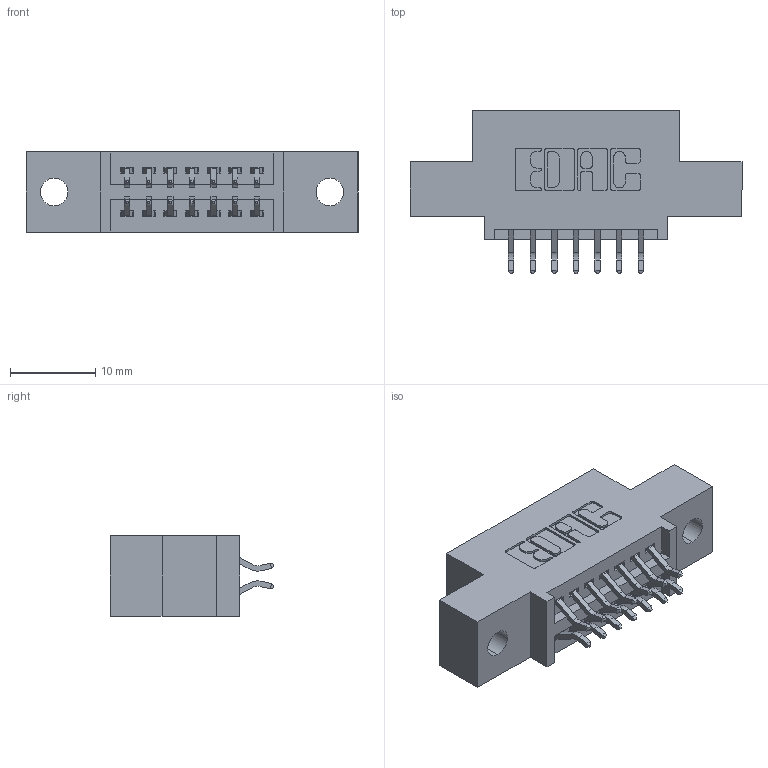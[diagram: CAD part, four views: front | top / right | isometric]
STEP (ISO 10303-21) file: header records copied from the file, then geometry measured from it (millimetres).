
FILE_DESCRIPTION (( 'STEP AP203' ), '1' );
FILE_NAME ('345-014-556-502.STEP', '2018-08-18T18:04:26', ( '' ), ( '' ), 'SwSTEP 2.0', 'SolidWorks 2016', '' );
FILE_SCHEMA (( 'CONFIG_CONTROL_DESIGN' ));
Length unit declared in the file: inch
Products named in the file (3): 345 Part_0.110 Offset - 0.128 Dia; 345-292-001_556 Tail; 345-014-556-502
Assembly tree (15 placements, depth 2):
  345-014-556-502
    345 Part_0.110 Offset - 0.128 Dia
    345-292-001_556 Tail  x14
Bounding box: 38.99 x 19.24 x 9.4 mm (x, y, z)
Volume: 3351.9 mm3; surface area: 4084.7 mm2
Topology: 15 solids, 15 shells, 914 faces, 2691 edges, 1774 vertices
Faces by surface type: plane 602, cylinder 312
Entity records: 10559 total; most frequent: CARTESIAN_POINT 1820, ORIENTED_EDGE 1742, DIRECTION 1635, EDGE_CURVE 871, LINE 703, VECTOR 703, VERTEX_POINT 578, AXIS2_PLACEMENT_3D 466
